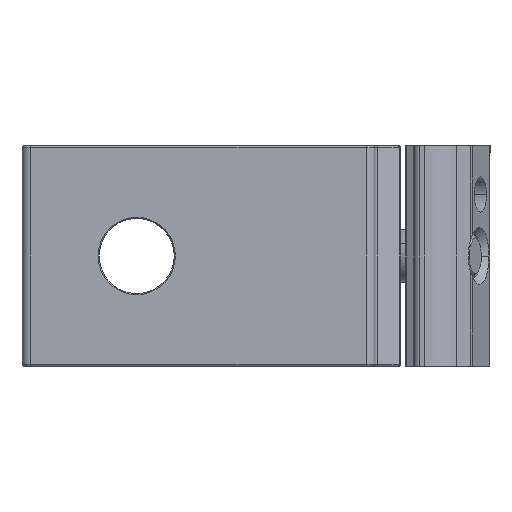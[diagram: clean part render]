
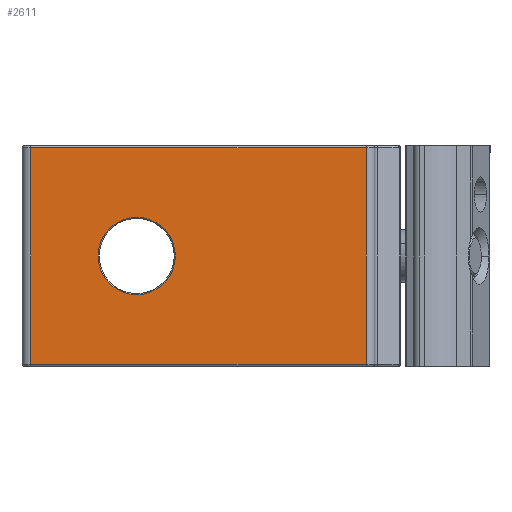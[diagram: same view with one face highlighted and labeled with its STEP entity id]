
A CAD part, left-side view. The second image highlights one B-rep face of the part: STEP entity #2611.
In plain terms, the highlighted planar face has unit normal (-1, 0, 0).
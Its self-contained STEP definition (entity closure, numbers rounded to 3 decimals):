
#89 = EDGE_CURVE ( 'NONE', #3213, #4914, #5594, .T. ) ;
#155 = CARTESIAN_POINT ( 'NONE',  ( 0., -30.204, 3.568 ) ) ;
#191 = LINE ( 'NONE', #4135, #1073 ) ;
#274 = DIRECTION ( 'NONE',  ( 1., 0., 0. ) ) ;
#545 = ORIENTED_EDGE ( 'NONE', *, *, #1865, .T. ) ;
#626 = DIRECTION ( 'NONE',  ( 0., 0., -1. ) ) ;
#652 = ORIENTED_EDGE ( 'NONE', *, *, #895, .T. ) ;
#859 = DIRECTION ( 'NONE',  ( 0., 0., -1. ) ) ;
#895 = EDGE_CURVE ( 'NONE', #4556, #3030, #4975, .T. ) ;
#947 = DIRECTION ( 'NONE',  ( -1., 0., 0. ) ) ;
#1073 = VECTOR ( 'NONE', #4103, 1000. ) ;
#1102 = AXIS2_PLACEMENT_3D ( 'NONE', #4450, #947, #4922 ) ;
#1164 = CARTESIAN_POINT ( 'NONE',  ( 0., -4.204, -13.307 ) ) ;
#1636 = LINE ( 'NONE', #155, #5695 ) ;
#1865 = EDGE_CURVE ( 'NONE', #4914, #3213, #5180, .T. ) ;
#1935 = EDGE_CURVE ( 'NONE', #2327, #3030, #1636, .T. ) ;
#1991 = CARTESIAN_POINT ( 'NONE',  ( 0., -4.204, -8.932 ) ) ;
#2015 = AXIS2_PLACEMENT_3D ( 'NONE', #4725, #274, #859 ) ;
#2056 = FACE_BOUND ( 'NONE', #5611, .T. ) ;
#2292 = DIRECTION ( 'NONE',  ( 1., 0., 0. ) ) ;
#2327 = VERTEX_POINT ( 'NONE', #2792 ) ;
#2607 = CARTESIAN_POINT ( 'NONE',  ( 0., -4.204, -4.557 ) ) ;
#2611 = ADVANCED_FACE ( 'NONE', ( #2056, #5396 ), #5921, .T. ) ;
#2792 = CARTESIAN_POINT ( 'NONE',  ( 0., -30.204, 3.318 ) ) ;
#2894 = CARTESIAN_POINT ( 'NONE',  ( 0., -30.204, -21.182 ) ) ;
#2930 = ORIENTED_EDGE ( 'NONE', *, *, #1935, .F. ) ;
#2956 = ORIENTED_EDGE ( 'NONE', *, *, #89, .T. ) ;
#3030 = VERTEX_POINT ( 'NONE', #3222 ) ;
#3213 = VERTEX_POINT ( 'NONE', #1164 ) ;
#3222 = CARTESIAN_POINT ( 'NONE',  ( 0., -30.204, -21.182 ) ) ;
#3698 = CARTESIAN_POINT ( 'NONE',  ( 0., 7.796, 3.318 ) ) ;
#4103 = DIRECTION ( 'NONE',  ( 0., 0., -1. ) ) ;
#4106 = EDGE_CURVE ( 'NONE', #2327, #4978, #4279, .T. ) ;
#4135 = CARTESIAN_POINT ( 'NONE',  ( 0., 7.796, 3.568 ) ) ;
#4249 = ORIENTED_EDGE ( 'NONE', *, *, #6102, .T. ) ;
#4279 = LINE ( 'NONE', #3698, #5527 ) ;
#4443 = DIRECTION ( 'NONE',  ( 0., -1., 0. ) ) ;
#4450 = CARTESIAN_POINT ( 'NONE',  ( 0., 7.796, 3.568 ) ) ;
#4556 = VERTEX_POINT ( 'NONE', #4718 ) ;
#4718 = CARTESIAN_POINT ( 'NONE',  ( 0., 7.796, -21.182 ) ) ;
#4725 = CARTESIAN_POINT ( 'NONE',  ( 0., -4.204, -8.932 ) ) ;
#4914 = VERTEX_POINT ( 'NONE', #2607 ) ;
#4922 = DIRECTION ( 'NONE',  ( 0., 1., 0. ) ) ;
#4975 = LINE ( 'NONE', #2894, #6291 ) ;
#4978 = VERTEX_POINT ( 'NONE', #5036 ) ;
#5012 = ORIENTED_EDGE ( 'NONE', *, *, #4106, .T. ) ;
#5036 = CARTESIAN_POINT ( 'NONE',  ( 0., 7.796, 3.318 ) ) ;
#5180 = CIRCLE ( 'NONE', #5674, 4.375 ) ;
#5396 = FACE_OUTER_BOUND ( 'NONE', #6333, .T. ) ;
#5527 = VECTOR ( 'NONE', #6272, 1000. ) ;
#5594 = CIRCLE ( 'NONE', #2015, 4.375 ) ;
#5611 = EDGE_LOOP ( 'NONE', ( #545, #2956 ) ) ;
#5674 = AXIS2_PLACEMENT_3D ( 'NONE', #1991, #2292, #626 ) ;
#5695 = VECTOR ( 'NONE', #6176, 1000. ) ;
#5921 = PLANE ( 'NONE',  #1102 ) ;
#6102 = EDGE_CURVE ( 'NONE', #4978, #4556, #191, .T. ) ;
#6176 = DIRECTION ( 'NONE',  ( 0., 0., -1. ) ) ;
#6272 = DIRECTION ( 'NONE',  ( 0., 1., 0. ) ) ;
#6291 = VECTOR ( 'NONE', #4443, 1000. ) ;
#6333 = EDGE_LOOP ( 'NONE', ( #2930, #5012, #4249, #652 ) ) ;
